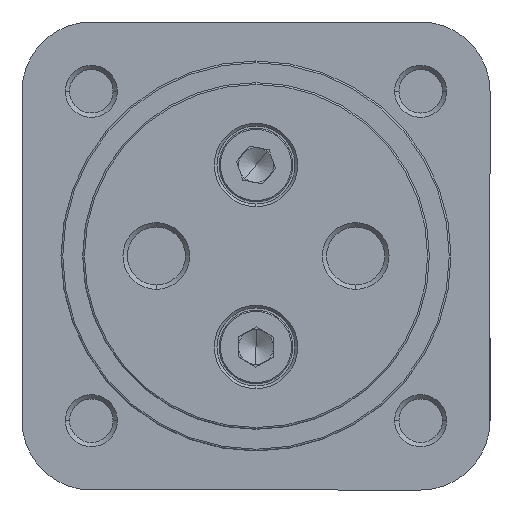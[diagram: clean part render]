
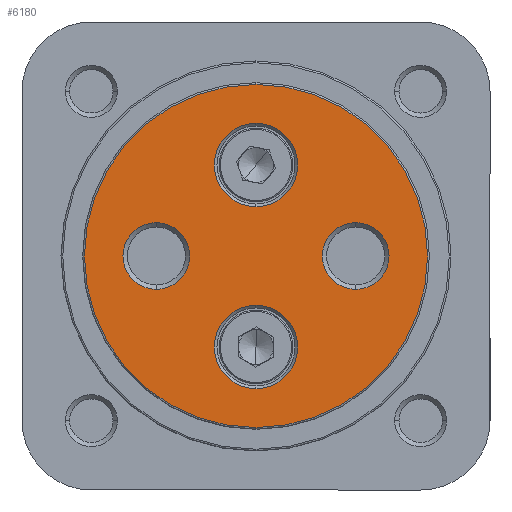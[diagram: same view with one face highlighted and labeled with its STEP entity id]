
A CAD part, left-side view. The second image highlights one B-rep face of the part: STEP entity #6180.
In plain terms, the highlighted planar face has unit normal (-1, 0, 0).
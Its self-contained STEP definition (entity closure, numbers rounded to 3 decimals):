
#381 = CARTESIAN_POINT ( 'NONE',  ( 0., 0., 5.7 ) ) ;
#541 = FACE_BOUND ( 'NONE', #1271, .T. ) ;
#546 = FACE_OUTER_BOUND ( 'NONE', #1273, .T. ) ;
#555 = FACE_BOUND ( 'NONE', #1272, .T. ) ;
#557 = FACE_BOUND ( 'NONE', #1250, .T. ) ;
#560 = FACE_BOUND ( 'NONE', #1268, .T. ) ;
#876 = CARTESIAN_POINT ( 'NONE',  ( 0., 0., -15.3 ) ) ;
#877 = CARTESIAN_POINT ( 'NONE',  ( 0., 0., -5.7 ) ) ;
#1016 = CARTESIAN_POINT ( 'NONE',  ( 0., 0., 15.3 ) ) ;
#1250 = EDGE_LOOP ( 'NONE', ( #2911, #2866 ) ) ;
#1268 = EDGE_LOOP ( 'NONE', ( #2978, #2926 ) ) ;
#1271 = EDGE_LOOP ( 'NONE', ( #2909, #2875 ) ) ;
#1272 = EDGE_LOOP ( 'NONE', ( #2975, #2904 ) ) ;
#1273 = EDGE_LOOP ( 'NONE', ( #2840, #2847 ) ) ;
#2438 = VERTEX_POINT ( 'NONE', #877 ) ;
#2439 = VERTEX_POINT ( 'NONE', #876 ) ;
#2456 = VERTEX_POINT ( 'NONE', #1016 ) ;
#2460 = VERTEX_POINT ( 'NONE', #381 ) ;
#2737 = VERTEX_POINT ( 'NONE', #7324 ) ;
#2738 = VERTEX_POINT ( 'NONE', #7325 ) ;
#2840 = ORIENTED_EDGE ( 'NONE', *, *, #6814, .T. ) ;
#2847 = ORIENTED_EDGE ( 'NONE', *, *, #6706, .T. ) ;
#2866 = ORIENTED_EDGE ( 'NONE', *, *, #6810, .T. ) ;
#2875 = ORIENTED_EDGE ( 'NONE', *, *, #6809, .T. ) ;
#2904 = ORIENTED_EDGE ( 'NONE', *, *, #6815, .T. ) ;
#2909 = ORIENTED_EDGE ( 'NONE', *, *, #6757, .T. ) ;
#2911 = ORIENTED_EDGE ( 'NONE', *, *, #6725, .T. ) ;
#2926 = ORIENTED_EDGE ( 'NONE', *, *, #6803, .T. ) ;
#2975 = ORIENTED_EDGE ( 'NONE', *, *, #6729, .T. ) ;
#2978 = ORIENTED_EDGE ( 'NONE', *, *, #6761, .T. ) ;
#3360 = AXIS2_PLACEMENT_3D ( 'NONE', #4552, #4558, #4559 ) ;
#3378 = AXIS2_PLACEMENT_3D ( 'NONE', #4614, #4615, #4616 ) ;
#3379 = AXIS2_PLACEMENT_3D ( 'NONE', #4624, #4625, #4626 ) ;
#3395 = AXIS2_PLACEMENT_3D ( 'NONE', #5396, #5397, #5398 ) ;
#3396 = AXIS2_PLACEMENT_3D ( 'NONE', #5406, #5407, #5408 ) ;
#3413 = AXIS2_PLACEMENT_3D ( 'NONE', #5501, #5508, #5509 ) ;
#3419 = AXIS2_PLACEMENT_3D ( 'NONE', #5519, #5526, #5527 ) ;
#3420 = AXIS2_PLACEMENT_3D ( 'NONE', #5522, #5529, #5530 ) ;
#3424 = AXIS2_PLACEMENT_3D ( 'NONE', #5534, #5541, #5542 ) ;
#3425 = AXIS2_PLACEMENT_3D ( 'NONE', #5537, #5544, #5545 ) ;
#4552 = CARTESIAN_POINT ( 'NONE',  ( 0., 0., 0. ) ) ;
#4558 = DIRECTION ( 'NONE',  ( -1., 0., 0. ) ) ;
#4559 = DIRECTION ( 'NONE',  ( 0., 0., -1. ) ) ;
#4614 = CARTESIAN_POINT ( 'NONE',  ( 0., 0., 10.5 ) ) ;
#4615 = DIRECTION ( 'NONE',  ( 1., 0., 0. ) ) ;
#4616 = DIRECTION ( 'NONE',  ( 0., 0., -1. ) ) ;
#4624 = CARTESIAN_POINT ( 'NONE',  ( 0., 0., -10.5 ) ) ;
#4625 = DIRECTION ( 'NONE',  ( 1., 0., 0. ) ) ;
#4626 = DIRECTION ( 'NONE',  ( 0., 0., -1. ) ) ;
#5028 = CIRCLE ( 'NONE', #3360, 19.8 ) ;
#5051 = CIRCLE ( 'NONE', #3378, 4.8 ) ;
#5057 = CIRCLE ( 'NONE', #3379, 4.8 ) ;
#5099 = CIRCLE ( 'NONE', #3395, 3.85 ) ;
#5105 = CIRCLE ( 'NONE', #3396, 3.85 ) ;
#5169 = CIRCLE ( 'NONE', #3413, 3.85 ) ;
#5175 = CIRCLE ( 'NONE', #3419, 3.85 ) ;
#5176 = CIRCLE ( 'NONE', #3420, 4.8 ) ;
#5180 = CIRCLE ( 'NONE', #3424, 19.8 ) ;
#5181 = CIRCLE ( 'NONE', #3425, 4.8 ) ;
#5396 = CARTESIAN_POINT ( 'NONE',  ( 0., 11.5, 0. ) ) ;
#5397 = DIRECTION ( 'NONE',  ( 1., 0., 0. ) ) ;
#5398 = DIRECTION ( 'NONE',  ( 0., 0., -1. ) ) ;
#5406 = CARTESIAN_POINT ( 'NONE',  ( 0., -11.5, 0. ) ) ;
#5407 = DIRECTION ( 'NONE',  ( 1., 0., 0. ) ) ;
#5408 = DIRECTION ( 'NONE',  ( 0., 0., -1. ) ) ;
#5501 = CARTESIAN_POINT ( 'NONE',  ( 0., -11.5, 0. ) ) ;
#5508 = DIRECTION ( 'NONE',  ( 1., 0., 0. ) ) ;
#5509 = DIRECTION ( 'NONE',  ( 0., 0., -1. ) ) ;
#5519 = CARTESIAN_POINT ( 'NONE',  ( 0., 11.5, 0. ) ) ;
#5522 = CARTESIAN_POINT ( 'NONE',  ( 0., 0., 10.5 ) ) ;
#5526 = DIRECTION ( 'NONE',  ( 1., 0., 0. ) ) ;
#5527 = DIRECTION ( 'NONE',  ( 0., 0., -1. ) ) ;
#5529 = DIRECTION ( 'NONE',  ( 1., 0., 0. ) ) ;
#5530 = DIRECTION ( 'NONE',  ( 0., 0., -1. ) ) ;
#5534 = CARTESIAN_POINT ( 'NONE',  ( 0., 0., 0. ) ) ;
#5537 = CARTESIAN_POINT ( 'NONE',  ( 0., 0., -10.5 ) ) ;
#5541 = DIRECTION ( 'NONE',  ( -1., 0., 0. ) ) ;
#5542 = DIRECTION ( 'NONE',  ( 0., 0., -1. ) ) ;
#5544 = DIRECTION ( 'NONE',  ( 1., 0., 0. ) ) ;
#5545 = DIRECTION ( 'NONE',  ( 0., 0., -1. ) ) ;
#5711 = CARTESIAN_POINT ( 'NONE',  ( 0., -11.5, -3.85 ) ) ;
#5718 = CARTESIAN_POINT ( 'NONE',  ( 0., 11.5, -3.85 ) ) ;
#5731 = CARTESIAN_POINT ( 'NONE',  ( 0., 11.5, 3.85 ) ) ;
#5733 = CARTESIAN_POINT ( 'NONE',  ( 0., -11.5, 3.85 ) ) ;
#6180 = ADVANCED_FACE ( 'NONE', ( #546, #555, #557, #560, #541 ), #8336, .F. ) ;
#6706 = EDGE_CURVE ( 'NONE', #2738, #2737, #5028, .T. ) ;
#6725 = EDGE_CURVE ( 'NONE', #2456, #2460, #5051, .T. ) ;
#6729 = EDGE_CURVE ( 'NONE', #2438, #2439, #5057, .T. ) ;
#6757 = EDGE_CURVE ( 'NONE', #7840, #8258, #5099, .T. ) ;
#6761 = EDGE_CURVE ( 'NONE', #8242, #7841, #5105, .T. ) ;
#6803 = EDGE_CURVE ( 'NONE', #7841, #8242, #5169, .T. ) ;
#6809 = EDGE_CURVE ( 'NONE', #8258, #7840, #5175, .T. ) ;
#6810 = EDGE_CURVE ( 'NONE', #2460, #2456, #5176, .T. ) ;
#6814 = EDGE_CURVE ( 'NONE', #2737, #2738, #5180, .T. ) ;
#6815 = EDGE_CURVE ( 'NONE', #2439, #2438, #5181, .T. ) ;
#7177 = AXIS2_PLACEMENT_3D ( 'NONE', #8327, #8339, #8340 ) ;
#7324 = CARTESIAN_POINT ( 'NONE',  ( 0., 0., -19.8 ) ) ;
#7325 = CARTESIAN_POINT ( 'NONE',  ( 0., 0., 19.8 ) ) ;
#7840 = VERTEX_POINT ( 'NONE', #5731 ) ;
#7841 = VERTEX_POINT ( 'NONE', #5711 ) ;
#8242 = VERTEX_POINT ( 'NONE', #5733 ) ;
#8258 = VERTEX_POINT ( 'NONE', #5718 ) ;
#8327 = CARTESIAN_POINT ( 'NONE',  ( 0., 0., 0. ) ) ;
#8336 = PLANE ( 'NONE',  #7177 ) ;
#8339 = DIRECTION ( 'NONE',  ( 1., 0., 0. ) ) ;
#8340 = DIRECTION ( 'NONE',  ( 0., 0., -1. ) ) ;
